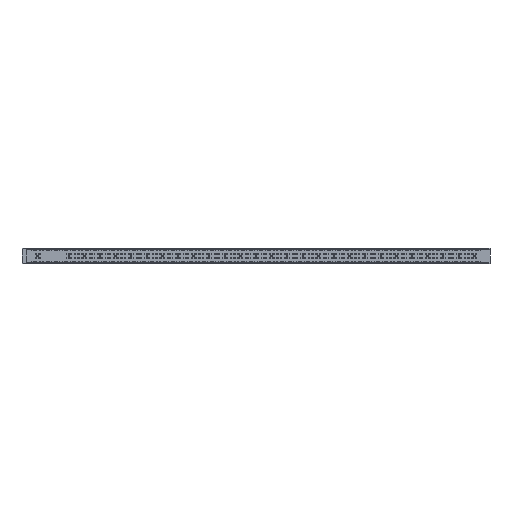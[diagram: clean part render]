
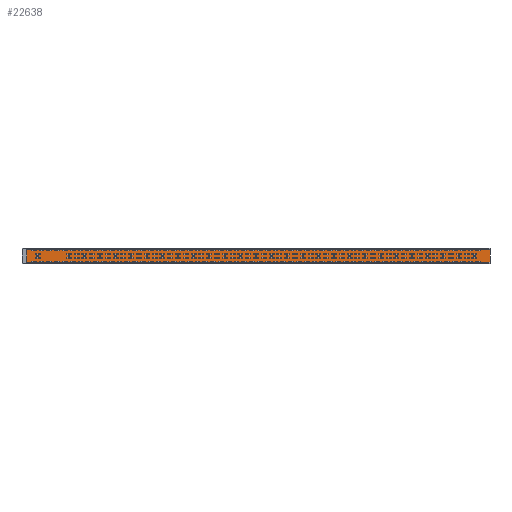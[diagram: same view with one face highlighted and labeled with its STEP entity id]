
A CAD part, top view. The second image highlights one B-rep face of the part: STEP entity #22638.
In plain terms, the highlighted planar face has unit normal (0, 0, 1).
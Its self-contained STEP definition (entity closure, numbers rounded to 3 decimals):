
#3064=FACE_OUTER_BOUND('',#4149,.T.);
#4149=EDGE_LOOP('',(#17344,#17345,#17346,#17347));
#5263=LINE('',#37086,#7303);
#5264=LINE('',#37088,#7304);
#5265=LINE('',#37090,#7305);
#5266=LINE('',#37091,#7306);
#7303=VECTOR('',#28843,1.);
#7304=VECTOR('',#28844,1.);
#7305=VECTOR('',#28845,1.);
#7306=VECTOR('',#28846,1.);
#9362=VERTEX_POINT('',#37084);
#9363=VERTEX_POINT('',#37085);
#9364=VERTEX_POINT('',#37087);
#9365=VERTEX_POINT('',#37089);
#13301=EDGE_CURVE('',#9362,#9363,#5263,.F.);
#13302=EDGE_CURVE('',#9362,#9364,#5264,.T.);
#13303=EDGE_CURVE('',#9364,#9365,#5265,.T.);
#13304=EDGE_CURVE('',#9363,#9365,#5266,.T.);
#17344=ORIENTED_EDGE('',*,*,#13301,.F.);
#17345=ORIENTED_EDGE('',*,*,#13302,.T.);
#17346=ORIENTED_EDGE('',*,*,#13303,.T.);
#17347=ORIENTED_EDGE('',*,*,#13304,.F.);
#21615=PLANE('',#25689);
#22638=ADVANCED_FACE('',(#3064),#21615,.T.);
#25689=AXIS2_PLACEMENT_3D('',#37083,#28841,#28842);
#28841=DIRECTION('center_axis',(0.,0.,1.));
#28842=DIRECTION('ref_axis',(1.,0.,0.));
#28843=DIRECTION('',(1.,0.,0.));
#28844=DIRECTION('',(0.,1.,0.));
#28845=DIRECTION('',(-1.,0.,0.));
#28846=DIRECTION('',(0.,1.,0.));
#37083=CARTESIAN_POINT('Origin',(1378.468,-502.864,-37.9));
#37084=CARTESIAN_POINT('',(2893.468,-550.264,-37.9));
#37085=CARTESIAN_POINT('',(-105.542,-550.264,-37.9));
#37086=CARTESIAN_POINT('',(-105.537,-550.264,-37.9));
#37087=CARTESIAN_POINT('',(2893.468,-455.464,-37.9));
#37088=CARTESIAN_POINT('',(2893.468,-502.864,-37.9));
#37089=CARTESIAN_POINT('',(-105.542,-455.464,-37.9));
#37090=CARTESIAN_POINT('',(-105.537,-455.464,-37.9));
#37091=CARTESIAN_POINT('',(-105.542,-502.864,-37.9));
